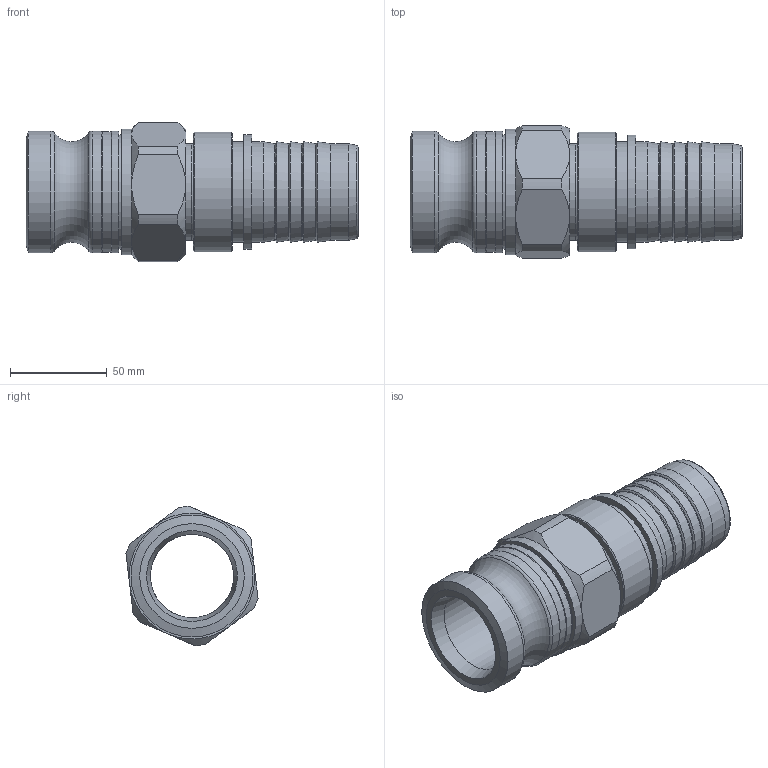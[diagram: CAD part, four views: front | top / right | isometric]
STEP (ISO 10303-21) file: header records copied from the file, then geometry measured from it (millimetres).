
FILE_DESCRIPTION(/* description */ (''),/* implementation_level */ '2;1');
FILE_NAME(/* name */ 'vstp_50_n_dr.stp',/* time_stamp */ '2020-04-27T12:37:35+02:00',/* author */ ('ertl'),/* organization */ (''),/* preprocessor_version */ 'ST-DEVELOPER v17',/* originating_system */ 'Autodesk Inventor 2018',/* authorisation */ '0 mm^3');
FILE_SCHEMA (('AUTOMOTIVE_DESIGN { 1 0 10303 214 3 1 1 }'));
Length unit declared in the file: millimetre
Products named in the file (1): vstp_50_n_dr
Bounding box: 171.5 x 68.19 x 71.95 mm (x, y, z)
Volume: 204330.1 mm3; surface area: 82666.2 mm2
Topology: 1 solids, 1 shells, 107 faces, 287 edges, 200 vertices
Faces by surface type: cone 36, cylinder 35, plane 26, torus 10
Full cylindrical faces by diameter (mm): 43 x2, 47.5 x1, 47.9 x2, 48.2 x1, 49 x1, 50 x3, 50.5 x2, 50.6 x2, 52 x2, 53.5 x1, 53.67 x2, 57 x1, 59 x2, 60 x1, 62 x1, 62.5 x1, 63 x3, 65 x1
Entity records: 3647 total; most frequent: DIRECTION 677, CARTESIAN_POINT 643, ORIENTED_EDGE 574, AXIS2_PLACEMENT_3D 306, EDGE_CURVE 287, VERTEX_POINT 200, CIRCLE 198, EDGE_LOOP 127
